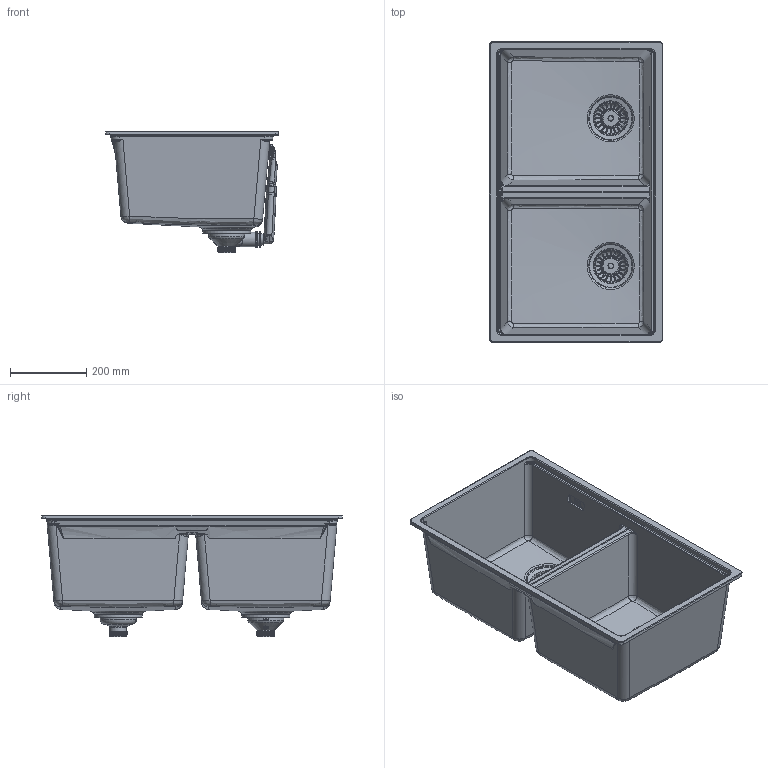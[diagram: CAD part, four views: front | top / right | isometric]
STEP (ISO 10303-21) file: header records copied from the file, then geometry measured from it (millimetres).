
FILE_DESCRIPTION(/* description */ (''),/* implementation_level */ '2;1');
FILE_NAME(/* name */ '20253583_ipt_000.step',/* time_stamp */ '2023-06-20T13:11:57+02:00',/* author */ (''),/* organization */ (''),/* preprocessor_version */ 'ST-DEVELOPER v19.2',/* originating_system */ 'Autodesk Inventor 2023',/* authorisation */ '');
FILE_SCHEMA (('AUTOMOTIVE_DESIGN { 1 0 10303 214 3 1 1 }'));
Products named in the file (1): Standard
Bounding box: 453.2 x 787.58 x 318.09 mm (x, y, z)
Volume: 8046810 mm3; surface area: 2001222.1 mm2
Topology: 5 solids, 10 shells, 2724 faces, 7626 edges, 4927 vertices
Faces by surface type: plane 1702, cylinder 423, bspline 315, torus 158, cone 115, sphere 11
Full cylindrical faces by diameter (mm): 4.125 x2, 12 x1, 14.3 x2, 23.8 x1, 24 x1, 30 x3, 35.585 x1, 36 x1, 38 x1, 39 x1, 42 x3, 44.5 x5, 45 x2, 45.5 x1, 47.4 x7, 84 x2, 119 x1, 126 x2
Entity records: 105806 total; most frequent: CARTESIAN_POINT 37309, ORIENTED_EDGE 15180, DIRECTION 13509, EDGE_CURVE 7590, AXIS2_PLACEMENT_3D 4984, VERTEX_POINT 4927, LINE 3541, VECTOR 3541
